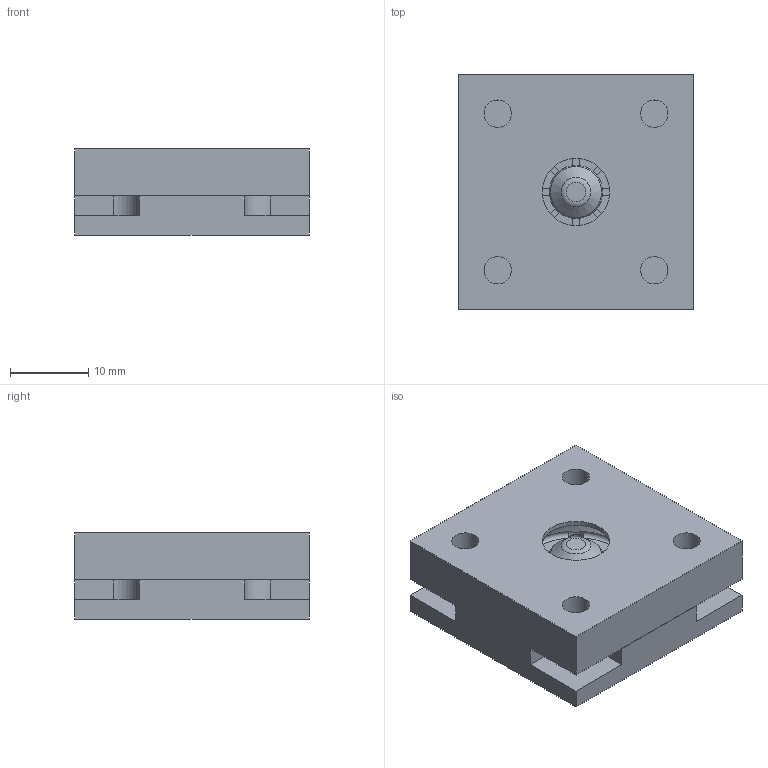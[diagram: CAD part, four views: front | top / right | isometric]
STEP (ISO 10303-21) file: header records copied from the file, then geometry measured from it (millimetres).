
FILE_DESCRIPTION(/* description */ (''),/* implementation_level */ '2;1');
FILE_NAME(/* name */ 'ILMS V7.step',/* time_stamp */ '2023-06-11T18:02:28+02:00',/* author */ (''),/* organization */ (''),/* preprocessor_version */ 'ST-DEVELOPER v19.2',/* originating_system */ 'Autodesk Translation Framework v12.6.0.85',/* authorisation */ '');
FILE_SCHEMA (('AUTOMOTIVE_DESIGN { 1 0 10303 214 3 1 1 }'));
Length unit declared in the file: millimetre
Products named in the file (2): Locking Metasurface V4; Locking Metasurface V2 v6
Assembly tree (1 placements, depth 2):
  Locking Metasurface V4
    Locking Metasurface V2 v6
Bounding box: 30 x 30 x 11 mm (x, y, z)
Volume: 8215.4 mm3; surface area: 5752.8 mm2
Topology: 2 solids, 2 shells, 131 faces, 331 edges, 213 vertices
Faces by surface type: plane 57, cylinder 35, torus 18, cone 13, bspline 8
Full cylindrical faces by diameter (mm): 3.5 x8, 4.8 x1, 6.5 x4, 6.8 x1, 8.6 x1
Entity records: 5710 total; most frequent: CARTESIAN_POINT 2497, DIRECTION 668, ORIENTED_EDGE 662, EDGE_CURVE 331, AXIS2_PLACEMENT_3D 260, VERTEX_POINT 213, EDGE_LOOP 150, LINE 148
